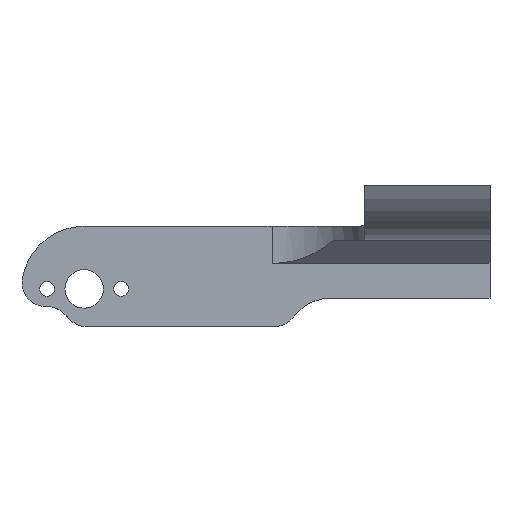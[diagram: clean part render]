
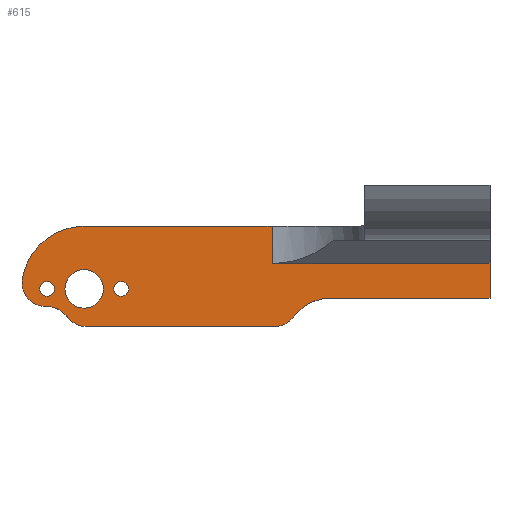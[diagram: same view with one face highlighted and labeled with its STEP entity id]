
A CAD part, top view. The second image highlights one B-rep face of the part: STEP entity #615.
In plain terms, the highlighted planar face has unit normal (0, 0, 1).
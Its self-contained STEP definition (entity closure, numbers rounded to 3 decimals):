
#27=FACE_BOUND('',#90,.T.);
#28=FACE_BOUND('',#91,.T.);
#29=FACE_BOUND('',#92,.T.);
#35=PLANE('',#689);
#54=FACE_OUTER_BOUND('',#89,.T.);
#89=EDGE_LOOP('',(#462,#463,#464,#465,#466,#467,#468,#469,#470,#471,#472,
#473,#474,#475,#476));
#90=EDGE_LOOP('',(#477));
#91=EDGE_LOOP('',(#478));
#92=EDGE_LOOP('',(#479));
#134=CIRCLE('',#690,13.5);
#135=CIRCLE('',#691,5.);
#136=CIRCLE('',#692,5.);
#137=CIRCLE('',#693,5.);
#138=CIRCLE('',#694,5.);
#139=CIRCLE('',#695,10.);
#140=CIRCLE('',#696,1.6);
#141=CIRCLE('',#697,1.6);
#142=CIRCLE('',#698,4.15);
#157=LINE('',#965,#214);
#166=LINE('',#1002,#223);
#169=LINE('',#1008,#226);
#170=LINE('',#1014,#227);
#171=LINE('',#1018,#228);
#172=LINE('',#1022,#229);
#173=LINE('',#1026,#230);
#174=LINE('',#1030,#231);
#175=LINE('',#1031,#232);
#214=VECTOR('',#771,10.);
#223=VECTOR('',#800,10.);
#226=VECTOR('',#805,10.);
#227=VECTOR('',#810,10.);
#228=VECTOR('',#813,10.);
#229=VECTOR('',#816,10.);
#230=VECTOR('',#819,10.);
#231=VECTOR('',#822,10.);
#232=VECTOR('',#823,10.);
#285=VERTEX_POINT('',#962);
#286=VERTEX_POINT('',#964);
#298=VERTEX_POINT('',#1001);
#300=VERTEX_POINT('',#1007);
#301=VERTEX_POINT('',#1009);
#302=VERTEX_POINT('',#1011);
#303=VERTEX_POINT('',#1013);
#304=VERTEX_POINT('',#1015);
#305=VERTEX_POINT('',#1017);
#306=VERTEX_POINT('',#1019);
#307=VERTEX_POINT('',#1021);
#308=VERTEX_POINT('',#1023);
#309=VERTEX_POINT('',#1025);
#310=VERTEX_POINT('',#1027);
#311=VERTEX_POINT('',#1029);
#312=VERTEX_POINT('',#1032);
#313=VERTEX_POINT('',#1034);
#314=VERTEX_POINT('',#1036);
#346=EDGE_CURVE('',#285,#286,#157,.T.);
#362=EDGE_CURVE('',#298,#286,#166,.T.);
#365=EDGE_CURVE('',#285,#300,#169,.T.);
#366=EDGE_CURVE('',#300,#301,#134,.T.);
#367=EDGE_CURVE('',#302,#301,#135,.T.);
#368=EDGE_CURVE('',#302,#303,#170,.T.);
#369=EDGE_CURVE('',#304,#303,#136,.T.);
#370=EDGE_CURVE('',#304,#305,#171,.T.);
#371=EDGE_CURVE('',#306,#305,#137,.T.);
#372=EDGE_CURVE('',#306,#307,#172,.T.);
#373=EDGE_CURVE('',#308,#307,#138,.T.);
#374=EDGE_CURVE('',#308,#309,#173,.T.);
#375=EDGE_CURVE('',#309,#310,#139,.T.);
#376=EDGE_CURVE('',#310,#311,#174,.T.);
#377=EDGE_CURVE('',#311,#298,#175,.T.);
#378=EDGE_CURVE('',#312,#312,#140,.T.);
#379=EDGE_CURVE('',#313,#313,#141,.T.);
#380=EDGE_CURVE('',#314,#314,#142,.T.);
#462=ORIENTED_EDGE('',*,*,#346,.F.);
#463=ORIENTED_EDGE('',*,*,#365,.T.);
#464=ORIENTED_EDGE('',*,*,#366,.T.);
#465=ORIENTED_EDGE('',*,*,#367,.F.);
#466=ORIENTED_EDGE('',*,*,#368,.T.);
#467=ORIENTED_EDGE('',*,*,#369,.F.);
#468=ORIENTED_EDGE('',*,*,#370,.T.);
#469=ORIENTED_EDGE('',*,*,#371,.F.);
#470=ORIENTED_EDGE('',*,*,#372,.T.);
#471=ORIENTED_EDGE('',*,*,#373,.F.);
#472=ORIENTED_EDGE('',*,*,#374,.T.);
#473=ORIENTED_EDGE('',*,*,#375,.T.);
#474=ORIENTED_EDGE('',*,*,#376,.T.);
#475=ORIENTED_EDGE('',*,*,#377,.T.);
#476=ORIENTED_EDGE('',*,*,#362,.T.);
#477=ORIENTED_EDGE('',*,*,#378,.T.);
#478=ORIENTED_EDGE('',*,*,#379,.T.);
#479=ORIENTED_EDGE('',*,*,#380,.T.);
#615=ADVANCED_FACE('',(#54,#27,#28,#29),#35,.T.);
#689=AXIS2_PLACEMENT_3D('',#1006,#803,#804);
#690=AXIS2_PLACEMENT_3D('',#1010,#806,#807);
#691=AXIS2_PLACEMENT_3D('',#1012,#808,#809);
#692=AXIS2_PLACEMENT_3D('',#1016,#811,#812);
#693=AXIS2_PLACEMENT_3D('',#1020,#814,#815);
#694=AXIS2_PLACEMENT_3D('',#1024,#817,#818);
#695=AXIS2_PLACEMENT_3D('',#1028,#820,#821);
#696=AXIS2_PLACEMENT_3D('',#1033,#824,#825);
#697=AXIS2_PLACEMENT_3D('',#1035,#826,#827);
#698=AXIS2_PLACEMENT_3D('',#1037,#828,#829);
#771=DIRECTION('',(0.,-1.,0.));
#800=DIRECTION('',(-1.,0.,0.));
#803=DIRECTION('center_axis',(0.,0.,1.));
#804=DIRECTION('ref_axis',(1.,0.,0.));
#805=DIRECTION('',(-1.,0.,0.));
#806=DIRECTION('center_axis',(0.,0.,1.));
#807=DIRECTION('ref_axis',(0.,1.,0.));
#808=DIRECTION('center_axis',(0.,0.,-1.));
#809=DIRECTION('ref_axis',(-0.768,-0.64,0.));
#810=DIRECTION('',(0.999,-0.034,0.));
#811=DIRECTION('center_axis',(0.,0.,1.));
#812=DIRECTION('ref_axis',(0.39,0.921,0.));
#813=DIRECTION('',(0.72,-0.694,0.));
#814=DIRECTION('center_axis',(0.,0.,-1.));
#815=DIRECTION('ref_axis',(-0.374,-0.927,0.));
#816=DIRECTION('',(1.,0.,0.));
#817=DIRECTION('center_axis',(0.,0.,-1.));
#818=DIRECTION('ref_axis',(0.423,-0.906,0.));
#819=DIRECTION('',(0.643,0.766,0.));
#820=DIRECTION('center_axis',(0.,0.,-1.));
#821=DIRECTION('ref_axis',(0.,-1.,0.));
#822=DIRECTION('',(1.,0.,0.));
#823=DIRECTION('',(0.,1.,0.));
#824=DIRECTION('center_axis',(0.,0.,-1.));
#825=DIRECTION('ref_axis',(-1.,0.,0.));
#826=DIRECTION('center_axis',(0.,0.,-1.));
#827=DIRECTION('ref_axis',(-1.,0.,0.));
#828=DIRECTION('center_axis',(0.,0.,-1.));
#829=DIRECTION('ref_axis',(-1.,0.,0.));
#962=CARTESIAN_POINT('',(54.,27.,3.));
#964=CARTESIAN_POINT('',(54.,19.,3.));
#965=CARTESIAN_POINT('',(54.,20.25,3.));
#1001=CARTESIAN_POINT('',(101.,19.,3.));
#1002=CARTESIAN_POINT('',(56.,19.,3.));
#1006=CARTESIAN_POINT('Origin',(45.5,13.5,3.));
#1007=CARTESIAN_POINT('',(13.5,27.,3.));
#1008=CARTESIAN_POINT('',(91.,27.,3.));
#1009=CARTESIAN_POINT('',(0.145,15.473,3.));
#1010=CARTESIAN_POINT('Origin',(13.5,13.5,3.));
#1011=CARTESIAN_POINT('',(4.92,9.745,3.));
#1012=CARTESIAN_POINT('Origin',(5.091,14.742,3.));
#1013=CARTESIAN_POINT('',(5.603,9.722,3.));
#1014=CARTESIAN_POINT('',(22.865,9.129,3.));
#1015=CARTESIAN_POINT('',(8.901,8.325,3.));
#1016=CARTESIAN_POINT('Origin',(5.432,4.725,3.));
#1017=CARTESIAN_POINT('',(10.497,6.788,3.));
#1018=CARTESIAN_POINT('',(16.407,1.093,3.));
#1019=CARTESIAN_POINT('',(13.966,5.388,3.));
#1020=CARTESIAN_POINT('Origin',(13.966,10.388,3.));
#1021=CARTESIAN_POINT('',(54.54,5.388,3.));
#1022=CARTESIAN_POINT('',(24.104,5.388,3.));
#1023=CARTESIAN_POINT('',(58.37,7.174,3.));
#1024=CARTESIAN_POINT('Origin',(54.54,10.388,3.));
#1025=CARTESIAN_POINT('',(59.003,7.928,3.));
#1026=CARTESIAN_POINT('',(53.849,1.786,3.));
#1027=CARTESIAN_POINT('',(66.663,11.5,3.));
#1028=CARTESIAN_POINT('Origin',(66.663,1.5,3.));
#1029=CARTESIAN_POINT('',(101.,11.5,3.));
#1030=CARTESIAN_POINT('',(86.,11.5,3.));
#1031=CARTESIAN_POINT('',(101.,11.5,3.));
#1032=CARTESIAN_POINT('',(23.1,13.5,3.));
#1033=CARTESIAN_POINT('Origin',(21.5,13.5,3.));
#1034=CARTESIAN_POINT('',(7.1,13.5,3.));
#1035=CARTESIAN_POINT('Origin',(5.5,13.5,3.));
#1036=CARTESIAN_POINT('',(17.65,13.5,3.));
#1037=CARTESIAN_POINT('Origin',(13.5,13.5,3.));
